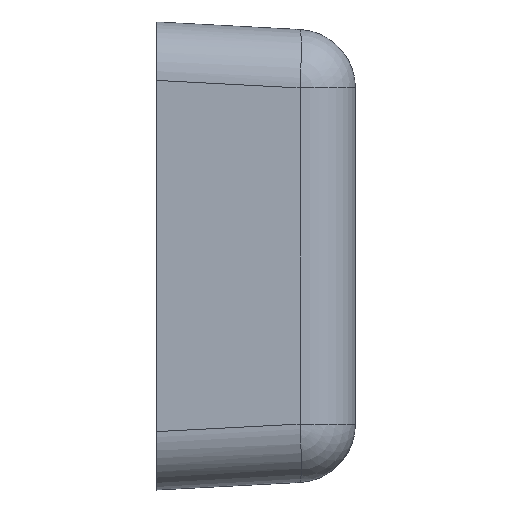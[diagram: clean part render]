
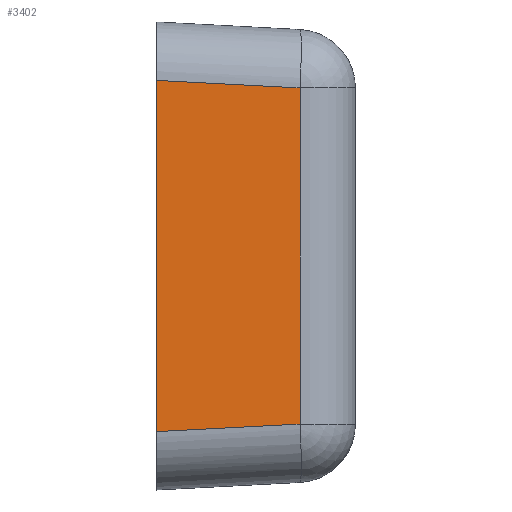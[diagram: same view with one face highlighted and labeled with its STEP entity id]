
A CAD part, left-side view. The second image highlights one B-rep face of the part: STEP entity #3402.
In plain terms, the highlighted planar face has unit normal (-0.999, -0.052, 0).
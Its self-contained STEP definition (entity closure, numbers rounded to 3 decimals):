
#351 = DIRECTION ( 'NONE',  ( -0.999, -0.052, 0. ) ) ;
#560 = VECTOR ( 'NONE', #2880, 1000. ) ;
#869 = LINE ( 'NONE', #2175, #560 ) ;
#2175 = CARTESIAN_POINT ( 'NONE',  ( -300., 0., 200. ) ) ;
#2494 = EDGE_LOOP ( 'NONE', ( #8444, #3350, #6215, #7648 ) ) ;
#2501 = CARTESIAN_POINT ( 'NONE',  ( -293.574, -122.617, 143.642 ) ) ;
#2577 = CARTESIAN_POINT ( 'NONE',  ( -300.136, 2.603, 150.205 ) ) ;
#2686 = CARTESIAN_POINT ( 'NONE',  ( -300., 0., -150.069 ) ) ;
#2706 = LINE ( 'NONE', #7867, #4691 ) ;
#2880 = DIRECTION ( 'NONE',  ( 0., 0., 1. ) ) ;
#2946 = CARTESIAN_POINT ( 'NONE',  ( -293.574, -122.617, -143.642 ) ) ;
#3073 = EDGE_CURVE ( 'NONE', #4619, #5596, #2706, .T. ) ;
#3350 = ORIENTED_EDGE ( 'NONE', *, *, #6104, .T. ) ;
#3402 = ADVANCED_FACE ( 'NONE', ( #8243 ), #4971, .T. ) ;
#3581 = CARTESIAN_POINT ( 'NONE',  ( -300., 0., 200. ) ) ;
#3813 = VERTEX_POINT ( 'NONE', #4544 ) ;
#3860 = DIRECTION ( 'NONE',  ( 0.052, -0.997, 0.052 ) ) ;
#4544 = CARTESIAN_POINT ( 'NONE',  ( -300., 0., 150.069 ) ) ;
#4619 = VERTEX_POINT ( 'NONE', #2686 ) ;
#4642 = DIRECTION ( 'NONE',  ( -0.052, 0.997, 0.052 ) ) ;
#4691 = VECTOR ( 'NONE', #3860, 1000. ) ;
#4849 = VECTOR ( 'NONE', #4642, 1000. ) ;
#4971 = PLANE ( 'NONE',  #6580 ) ;
#5063 = VERTEX_POINT ( 'NONE', #2501 ) ;
#5323 = DIRECTION ( 'NONE',  ( 0., 0., 1. ) ) ;
#5596 = VERTEX_POINT ( 'NONE', #2946 ) ;
#5795 = VECTOR ( 'NONE', #5323, 1000. ) ;
#6104 = EDGE_CURVE ( 'NONE', #5596, #5063, #6211, .T. ) ;
#6211 = LINE ( 'NONE', #7929, #5795 ) ;
#6215 = ORIENTED_EDGE ( 'NONE', *, *, #8423, .T. ) ;
#6311 = DIRECTION ( 'NONE',  ( 0.052, -0.999, 0. ) ) ;
#6580 = AXIS2_PLACEMENT_3D ( 'NONE', #3581, #351, #6311 ) ;
#7085 = EDGE_CURVE ( 'NONE', #4619, #3813, #869, .T. ) ;
#7254 = LINE ( 'NONE', #2577, #4849 ) ;
#7648 = ORIENTED_EDGE ( 'NONE', *, *, #7085, .F. ) ;
#7867 = CARTESIAN_POINT ( 'NONE',  ( -299.044, -18.246, -149.112 ) ) ;
#7929 = CARTESIAN_POINT ( 'NONE',  ( -293.574, -122.617, 141.159 ) ) ;
#8243 = FACE_OUTER_BOUND ( 'NONE', #2494, .T. ) ;
#8423 = EDGE_CURVE ( 'NONE', #5063, #3813, #7254, .T. ) ;
#8444 = ORIENTED_EDGE ( 'NONE', *, *, #3073, .T. ) ;
